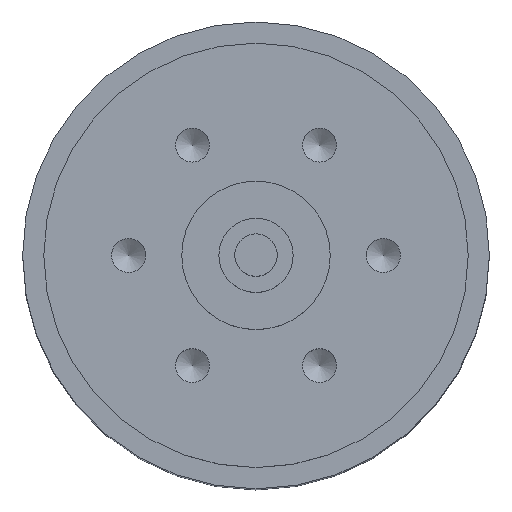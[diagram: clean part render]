
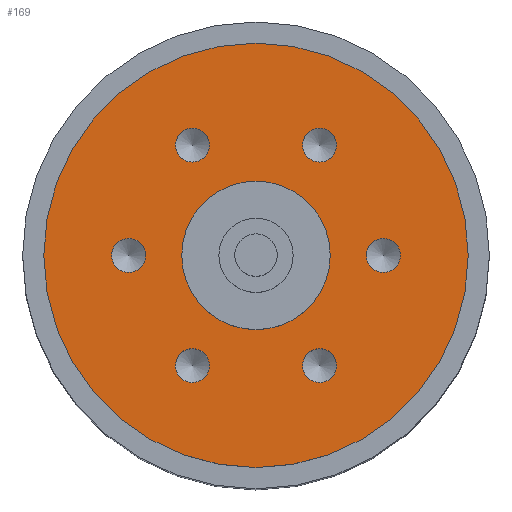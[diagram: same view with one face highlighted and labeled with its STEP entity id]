
A CAD part, top view. The second image highlights one B-rep face of the part: STEP entity #169.
In plain terms, the highlighted planar face has unit normal (0, 0, 1).
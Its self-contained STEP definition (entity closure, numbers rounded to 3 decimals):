
#169=ADVANCED_FACE('',(#261,#262,#263,#264,#265,#266,#267,#268),#211,.T.);
#211=PLANE('',#905);
#261=FACE_BOUND('',#334,.T.);
#262=FACE_BOUND('',#335,.T.);
#263=FACE_BOUND('',#336,.T.);
#264=FACE_BOUND('',#337,.T.);
#265=FACE_BOUND('',#338,.T.);
#266=FACE_BOUND('',#339,.T.);
#267=FACE_BOUND('',#340,.T.);
#268=FACE_BOUND('',#341,.T.);
#334=EDGE_LOOP('',(#537));
#335=EDGE_LOOP('',(#538));
#336=EDGE_LOOP('',(#539));
#337=EDGE_LOOP('',(#540));
#338=EDGE_LOOP('',(#541));
#339=EDGE_LOOP('',(#542));
#340=EDGE_LOOP('',(#543));
#341=EDGE_LOOP('',(#544));
#537=ORIENTED_EDGE('',*,*,#772,.T.);
#538=ORIENTED_EDGE('',*,*,#773,.T.);
#539=ORIENTED_EDGE('',*,*,#774,.T.);
#540=ORIENTED_EDGE('',*,*,#775,.T.);
#541=ORIENTED_EDGE('',*,*,#776,.T.);
#542=ORIENTED_EDGE('',*,*,#777,.T.);
#543=ORIENTED_EDGE('',*,*,#778,.T.);
#544=ORIENTED_EDGE('',*,*,#771,.F.);
#695=VERTEX_POINT('',#1282);
#696=VERTEX_POINT('',#1285);
#697=VERTEX_POINT('',#1287);
#698=VERTEX_POINT('',#1289);
#699=VERTEX_POINT('',#1291);
#700=VERTEX_POINT('',#1293);
#701=VERTEX_POINT('',#1295);
#702=VERTEX_POINT('',#1297);
#771=EDGE_CURVE('',#695,#695,#839,.T.);
#772=EDGE_CURVE('',#696,#696,#840,.T.);
#773=EDGE_CURVE('',#697,#697,#841,.T.);
#774=EDGE_CURVE('',#698,#698,#842,.T.);
#775=EDGE_CURVE('',#699,#699,#843,.T.);
#776=EDGE_CURVE('',#700,#700,#844,.T.);
#777=EDGE_CURVE('',#701,#701,#845,.T.);
#778=EDGE_CURVE('',#702,#702,#846,.T.);
#839=CIRCLE('',#896,3.5);
#840=CIRCLE('',#898,0.8);
#841=CIRCLE('',#899,0.8);
#842=CIRCLE('',#900,0.8);
#843=CIRCLE('',#901,0.8);
#844=CIRCLE('',#902,0.8);
#845=CIRCLE('',#903,0.8);
#846=CIRCLE('',#904,10.);
#896=AXIS2_PLACEMENT_3D('',#1281,#1046,#1047);
#898=AXIS2_PLACEMENT_3D('',#1284,#1050,#1051);
#899=AXIS2_PLACEMENT_3D('',#1286,#1052,#1053);
#900=AXIS2_PLACEMENT_3D('',#1288,#1054,#1055);
#901=AXIS2_PLACEMENT_3D('',#1290,#1056,#1057);
#902=AXIS2_PLACEMENT_3D('',#1292,#1058,#1059);
#903=AXIS2_PLACEMENT_3D('',#1294,#1060,#1061);
#904=AXIS2_PLACEMENT_3D('',#1296,#1062,#1063);
#905=AXIS2_PLACEMENT_3D('',#1298,#1064,#1065);
#1046=DIRECTION('',(0.,0.,1.));
#1047=DIRECTION('',(1.,0.,0.));
#1050=DIRECTION('',(0.,0.,-1.));
#1051=DIRECTION('',(-0.5,0.866,0.));
#1052=DIRECTION('',(0.,0.,-1.));
#1053=DIRECTION('',(0.5,0.866,0.));
#1054=DIRECTION('',(0.,0.,-1.));
#1055=DIRECTION('',(1.,0.,0.));
#1056=DIRECTION('',(0.,0.,-1.));
#1057=DIRECTION('',(0.5,-0.866,0.));
#1058=DIRECTION('',(0.,0.,-1.));
#1059=DIRECTION('',(-0.5,-0.866,0.));
#1060=DIRECTION('',(0.,0.,-1.));
#1061=DIRECTION('',(-1.,0.,0.));
#1062=DIRECTION('',(0.,0.,1.));
#1063=DIRECTION('',(1.,0.,0.));
#1064=DIRECTION('',(0.,0.,1.));
#1065=DIRECTION('',(1.,0.,0.));
#1281=CARTESIAN_POINT('',(0.,0.,32.2));
#1282=CARTESIAN_POINT('',(3.5,0.,32.2));
#1284=CARTESIAN_POINT('',(-3.,5.196,32.2));
#1285=CARTESIAN_POINT('',(-3.4,5.889,32.2));
#1286=CARTESIAN_POINT('',(3.,5.196,32.2));
#1287=CARTESIAN_POINT('',(3.4,5.889,32.2));
#1288=CARTESIAN_POINT('',(6.,0.,32.2));
#1289=CARTESIAN_POINT('',(6.8,0.,32.2));
#1290=CARTESIAN_POINT('',(3.,-5.196,32.2));
#1291=CARTESIAN_POINT('',(3.4,-5.889,32.2));
#1292=CARTESIAN_POINT('',(-3.,-5.196,32.2));
#1293=CARTESIAN_POINT('',(-3.4,-5.889,32.2));
#1294=CARTESIAN_POINT('',(-6.,0.,32.2));
#1295=CARTESIAN_POINT('',(-6.8,0.,32.2));
#1296=CARTESIAN_POINT('',(0.,0.,32.2));
#1297=CARTESIAN_POINT('',(10.,0.,32.2));
#1298=CARTESIAN_POINT('',(0.,3.5,32.2));
